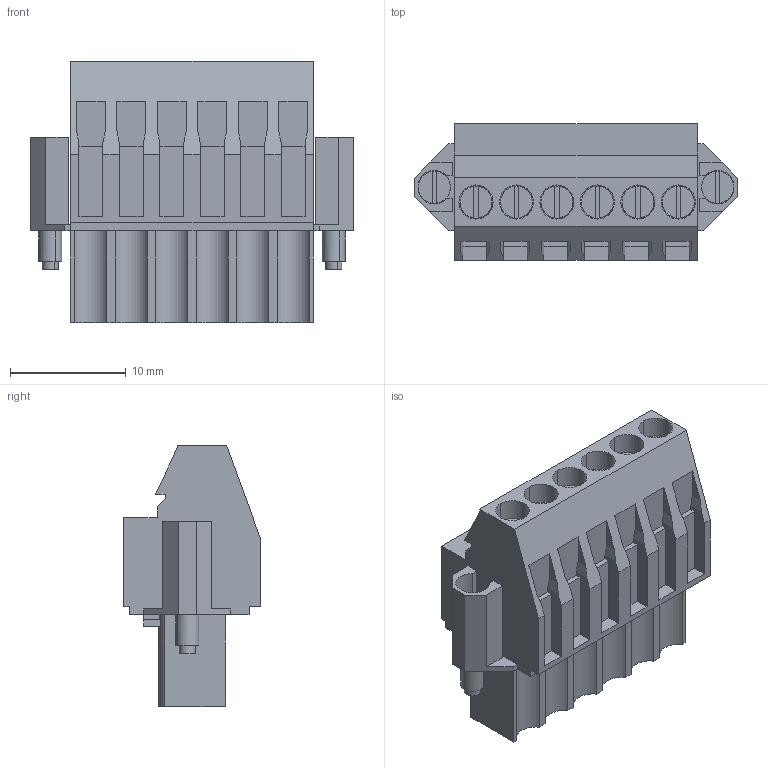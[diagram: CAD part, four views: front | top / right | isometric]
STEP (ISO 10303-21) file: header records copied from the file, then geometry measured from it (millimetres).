
FILE_DESCRIPTION(('CATIA V5 STEP Exchange','CAx-IF Rec.Pracs.--- Model Styling and Organization---1.2---2011-12-15'),'2;1');
FILE_NAME ('D1454071_0_1639280000_1639280000.stp','2017-04-18T08:37:51+00:00',('none'),('Weidmueller'),'CATIA Version 5-6 Release 2014','CATIA V5 STEP AP214','none');
FILE_SCHEMA(('AUTOMOTIVE_DESIGN { 1 0 10303 214 1 1 1 1 }'));
Length unit declared in the file: millimetre
Products named in the file (1): 1639280000
Bounding box: 27.94 x 11.83 x 22.6 mm (x, y, z)
Volume: 3372.8 mm3; surface area: 3153.5 mm2
Topology: 9 solids, 9 shells, 422 faces, 1150 edges, 775 vertices
Faces by surface type: plane 353, cylinder 69
Entity records: 12684 total; most frequent: CARTESIAN_POINT 2368, ORIENTED_EDGE 2300, DIRECTION 1775, EDGE_CURVE 1150, VECTOR 944, LINE 944, VERTEX_POINT 775, AXIS2_PLACEMENT_3D 510
